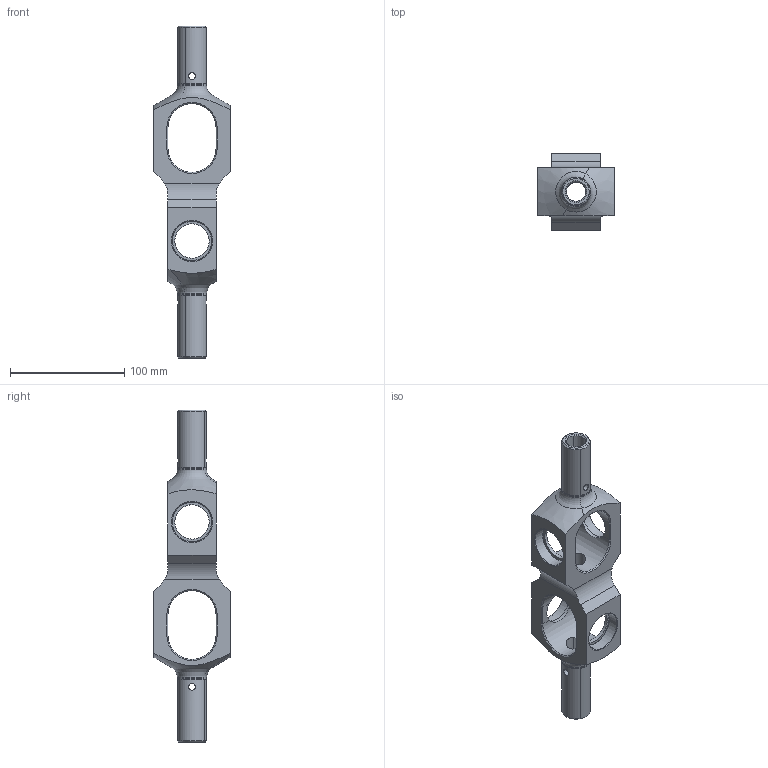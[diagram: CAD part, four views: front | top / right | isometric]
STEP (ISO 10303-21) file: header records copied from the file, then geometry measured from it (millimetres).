
FILE_DESCRIPTION(('CATIA V5 STEP Exchange'),'2;1');
FILE_NAME('EOLX1.1-D-110-005_A.stp','2020-01-30T21:57:10+00:00',('none'),('none'),'CATIA Version 5 Release 21 GA (IN-10)','CATIA V5 STEP AP203','none');
FILE_SCHEMA(('CONFIG_CONTROL_DESIGN'));
Length unit declared in the file: millimetre
Products named in the file (1): EOLX1.1-D-110-005_A
Bounding box: 67 x 67 x 290 mm (x, y, z)
Volume: 225505.4 mm3; surface area: 60591.3 mm2
Topology: 1 solids, 1 shells, 124 faces, 310 edges, 188 vertices
Faces by surface type: cylinder 46, plane 34, cone 28, torus 16
Entity records: 3937 total; most frequent: CARTESIAN_POINT 1236, ORIENTED_EDGE 620, DIRECTION 400, EDGE_CURVE 310, AXIS2_PLACEMENT_3D 194, VERTEX_POINT 188, EDGE_LOOP 150, VECTOR 134
